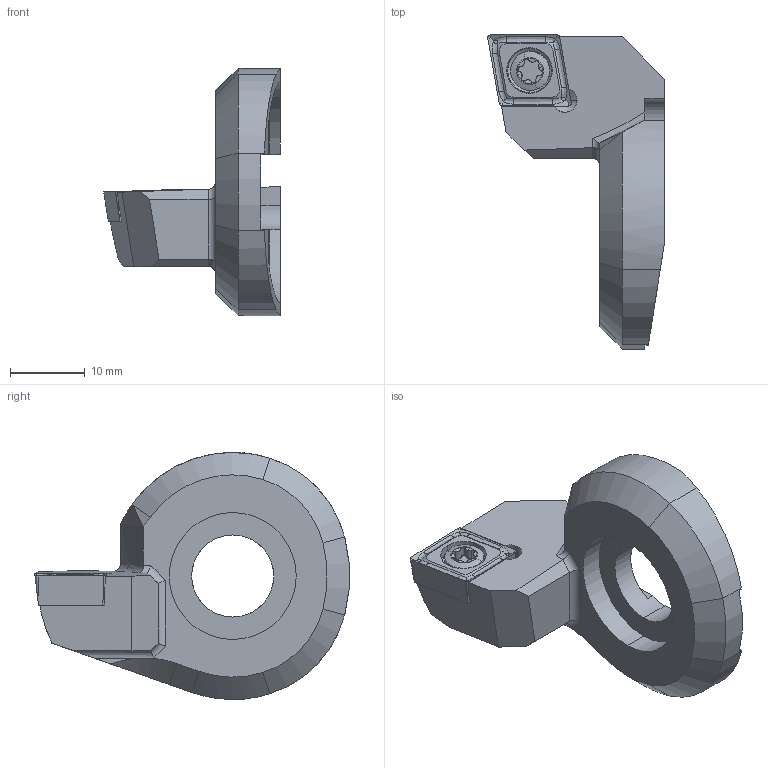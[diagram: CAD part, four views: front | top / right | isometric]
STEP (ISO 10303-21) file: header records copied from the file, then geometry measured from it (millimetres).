
FILE_DESCRIPTION (( 'STEP AP203' ), '1' );
FILE_NAME ('254.262.009C.STEP', '2018-02-21T15:55:48', ( 'SWIAdmin' ), ( 'Hewlett-Packard Company' ), 'SwSTEP 2.0', 'SolidWorks 2017', '' );
FILE_SCHEMA (( 'CONFIG_CONTROL_DESIGN' ));
Length unit declared in the file: millimetre
Products named in the file (4): AV6-WCB.001.022_A_fertigbearbeitet; CCMT09T304; WCB-ER2.001.009_A; 254.262.009C
Assembly tree (3 placements, depth 2):
  254.262.009C
    AV6-WCB.001.022_A_fertigbearbeitet
    CCMT09T304
    WCB-ER2.001.009_A
Bounding box: 23.65 x 42.08 x 33.1 mm (x, y, z)
Volume: 7068.2 mm3; surface area: 4024.7 mm2
Topology: 3 solids, 3 shells, 163 faces, 433 edges, 266 vertices
Faces by surface type: plane 52, cylinder 51, cone 34, torus 12, bspline 12, sphere 2
Entity records: 5715 total; most frequent: CARTESIAN_POINT 1494, ORIENTED_EDGE 846, DIRECTION 762, EDGE_CURVE 423, AXIS2_PLACEMENT_3D 286, VERTEX_POINT 266, LINE 190, VECTOR 190
